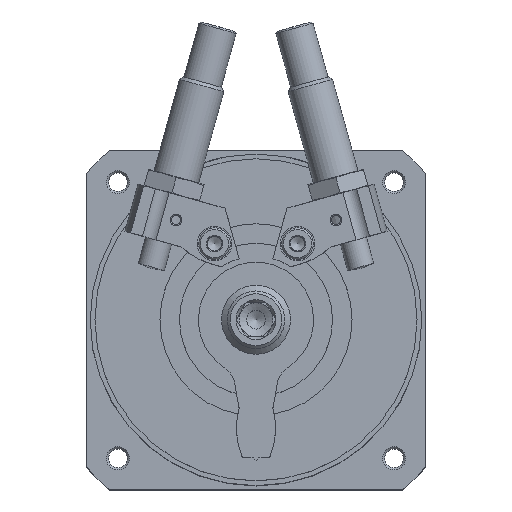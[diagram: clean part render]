
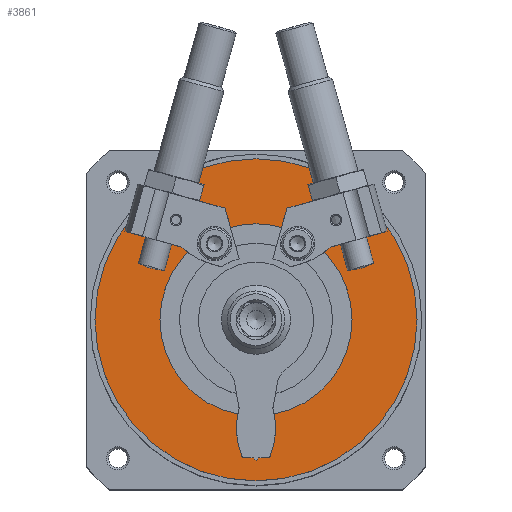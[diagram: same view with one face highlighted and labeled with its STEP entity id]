
A CAD part, top view. The second image highlights one B-rep face of the part: STEP entity #3861.
In plain terms, the highlighted face is planar.
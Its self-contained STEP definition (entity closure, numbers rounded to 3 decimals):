
#169=PLANE('',#4275);
#827=ORIENTED_EDGE('',*,*,#1773,.F.);
#828=ORIENTED_EDGE('',*,*,#1774,.T.);
#1773=EDGE_CURVE('',#2258,#2258,#2627,.T.);
#1774=EDGE_CURVE('',#2259,#2259,#2628,.T.);
#2258=VERTEX_POINT('',#6223);
#2259=VERTEX_POINT('',#6225);
#2627=CIRCLE('',#4276,28.);
#2628=CIRCLE('',#4277,16.7);
#2901=EDGE_LOOP('',(#827));
#2902=EDGE_LOOP('',(#828));
#3346=FACE_BOUND('',#2901,.T.);
#3347=FACE_BOUND('',#2902,.T.);
#3861=ADVANCED_FACE('',(#3346,#3347),#169,.F.);
#4275=AXIS2_PLACEMENT_3D('',#6221,#4910,#4911);
#4276=AXIS2_PLACEMENT_3D('',#6222,#4912,#4913);
#4277=AXIS2_PLACEMENT_3D('',#6224,#4914,#4915);
#4910=DIRECTION('',(1.,0.,0.));
#4911=DIRECTION('',(0.,0.,-1.));
#4912=DIRECTION('',(1.,0.,0.));
#4913=DIRECTION('',(0.,0.,-1.));
#4914=DIRECTION('',(1.,0.,0.));
#4915=DIRECTION('',(0.,0.,-1.));
#6221=CARTESIAN_POINT('',(-50.,0.,0.));
#6222=CARTESIAN_POINT('',(-50.,0.,0.));
#6223=CARTESIAN_POINT('',(-50.,0.,-28.));
#6224=CARTESIAN_POINT('',(-50.,0.,0.));
#6225=CARTESIAN_POINT('',(-50.,0.,-16.7));
